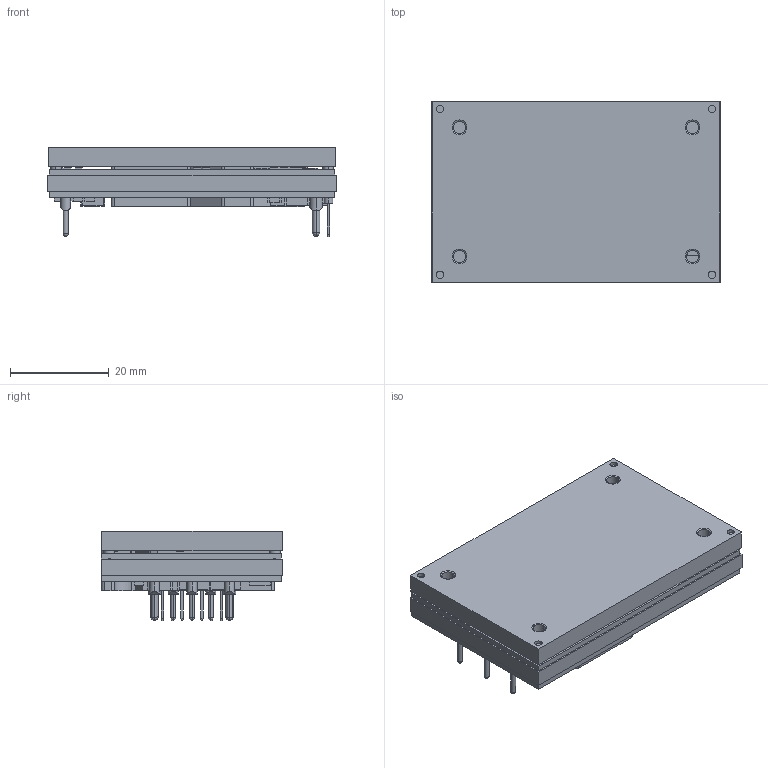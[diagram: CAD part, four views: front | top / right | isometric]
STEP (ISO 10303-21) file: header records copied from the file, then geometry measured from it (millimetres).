
FILE_DESCRIPTION(('Creo Elements/Direct Modeling STEP Export'),'2;1');
FILE_NAME('BMR684.stp','2023-05-15T14:09:09',(''),(''),'Creo Elements/Direct Modeling STEP processor for AP214 (Solid Model)','Creo Elements/Direct Modeling 20.4 27-Mar-2021 (C) Parametric Technology GmbH','');
FILE_SCHEMA(('AUTOMOTIVE_DESIGN { 1 0 10303 214 1 1 1 1 }'));
Length unit declared in the file: millimetre
Products named in the file (6): SXK1099840-AL; BASEPLATE; TOP; BOTTOM; PCB; BMR684
Assembly tree (5 placements, depth 3):
  BMR684
    PCB
    BOTTOM
    TOP
    BASEPLATE
      SXK1099840-AL
Bounding box: 58.4 x 36.8 x 18.08 mm (x, y, z)
Volume: 21732.8 mm3; surface area: 21644.1 mm2
Topology: 4 solids, 4 shells, 634 faces, 1603 edges, 1035 vertices
Faces by surface type: plane 420, cylinder 155, torus 32, cone 24, extrusion 3
Entity records: 19151 total; most frequent: CARTESIAN_POINT 3927, ORIENTED_EDGE 3206, DIRECTION 2945, EDGE_CURVE 1603, VECTOR 1123, LINE 1120, VERTEX_POINT 1035, AXIS2_PLACEMENT_3D 911
